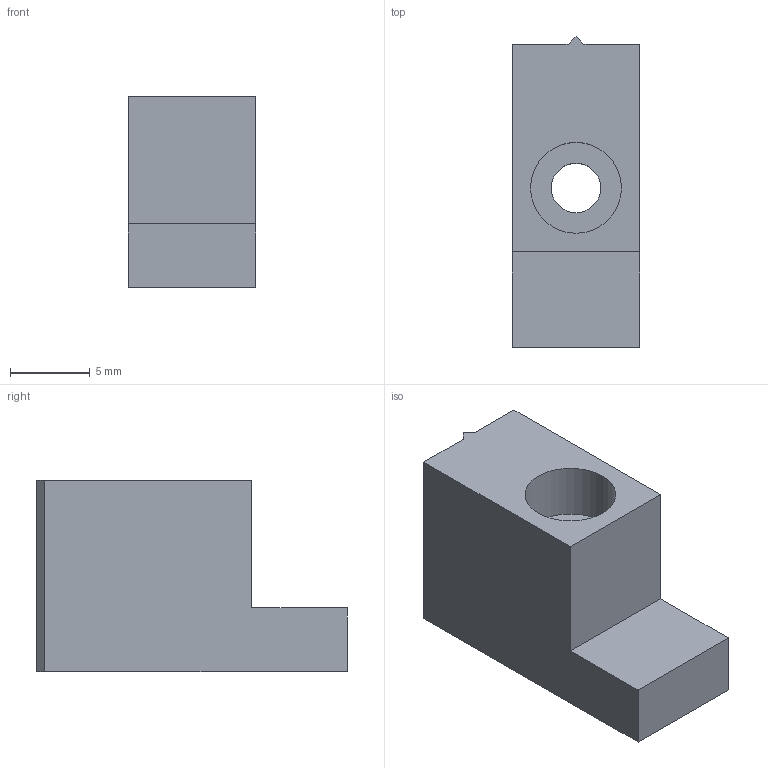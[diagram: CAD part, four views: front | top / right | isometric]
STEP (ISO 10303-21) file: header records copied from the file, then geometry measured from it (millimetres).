
FILE_DESCRIPTION (( 'STEP AP214' ), '1' );
FILE_NAME ('Belt Tightner.STEP', '2021-07-28T14:19:06', ( '' ), ( '' ), 'SwSTEP 2.0', 'SolidWorks 2019', '' );
FILE_SCHEMA (( 'AUTOMOTIVE_DESIGN' ));
Length unit declared in the file: millimetre
Products named in the file (1): Belt Tightner
Bounding box: 8 x 19.5 x 12 mm (x, y, z)
Volume: 1289.5 mm3; surface area: 991.8 mm2
Topology: 1 solids, 1 shells, 16 faces, 39 edges, 26 vertices
Faces by surface type: plane 12, cylinder 4
Entity records: 685 total; most frequent: CARTESIAN_POINT 82, DIRECTION 81, ORIENTED_EDGE 78, EDGE_CURVE 39, VECTOR 31, LINE 31, VERTEX_POINT 26, AXIS2_PLACEMENT_3D 25
